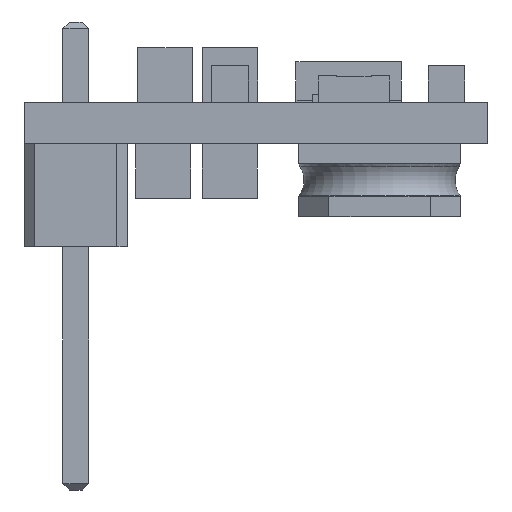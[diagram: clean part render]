
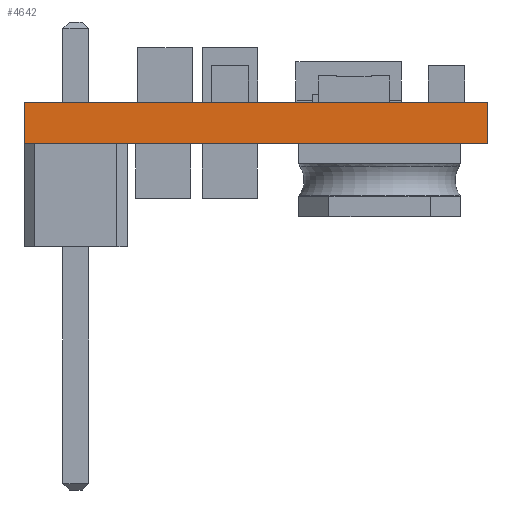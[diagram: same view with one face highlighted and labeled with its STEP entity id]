
A CAD part, front view. The second image highlights one B-rep face of the part: STEP entity #4642.
In plain terms, the highlighted planar face has unit normal (0, -1, 0).
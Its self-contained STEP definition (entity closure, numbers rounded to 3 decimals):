
#2409 = EDGE_CURVE('',#2410,#2412,#2414,.T.);
#2410 = VERTEX_POINT('',#2411);
#2411 = CARTESIAN_POINT('',(10.16,-6.35,7.14));
#2412 = VERTEX_POINT('',#2413);
#2413 = CARTESIAN_POINT('',(-1.27,-6.35,7.14));
#2414 = LINE('',#2415,#2416);
#2415 = CARTESIAN_POINT('',(10.16,-6.35,7.14));
#2416 = VECTOR('',#2417,1.);
#2417 = DIRECTION('',(-1.,0.,0.));
#4280 = EDGE_CURVE('',#4281,#4283,#4285,.T.);
#4281 = VERTEX_POINT('',#4282);
#4282 = CARTESIAN_POINT('',(10.16,-6.35,8.16));
#4283 = VERTEX_POINT('',#4284);
#4284 = CARTESIAN_POINT('',(-1.27,-6.35,8.16));
#4285 = LINE('',#4286,#4287);
#4286 = CARTESIAN_POINT('',(10.16,-6.35,8.16));
#4287 = VECTOR('',#4288,1.);
#4288 = DIRECTION('',(-1.,0.,0.));
#4642 = ADVANCED_FACE('',(#4643),#4659,.F.);
#4643 = FACE_BOUND('',#4644,.T.);
#4644 = EDGE_LOOP('',(#4645,#4646,#4652,#4653));
#4645 = ORIENTED_EDGE('',*,*,#4280,.T.);
#4646 = ORIENTED_EDGE('',*,*,#4647,.F.);
#4647 = EDGE_CURVE('',#2412,#4283,#4648,.T.);
#4648 = LINE('',#4649,#4650);
#4649 = CARTESIAN_POINT('',(-1.27,-6.35,7.14));
#4650 = VECTOR('',#4651,1.);
#4651 = DIRECTION('',(0.,0.,1.));
#4652 = ORIENTED_EDGE('',*,*,#2409,.F.);
#4653 = ORIENTED_EDGE('',*,*,#4654,.T.);
#4654 = EDGE_CURVE('',#2410,#4281,#4655,.T.);
#4655 = LINE('',#4656,#4657);
#4656 = CARTESIAN_POINT('',(10.16,-6.35,7.14));
#4657 = VECTOR('',#4658,1.);
#4658 = DIRECTION('',(0.,0.,1.));
#4659 = PLANE('',#4660);
#4660 = AXIS2_PLACEMENT_3D('',#4661,#4662,#4663);
#4661 = CARTESIAN_POINT('',(10.16,-6.35,7.14));
#4662 = DIRECTION('',(0.,1.,0.));
#4663 = DIRECTION('',(0.,0.,1.));
